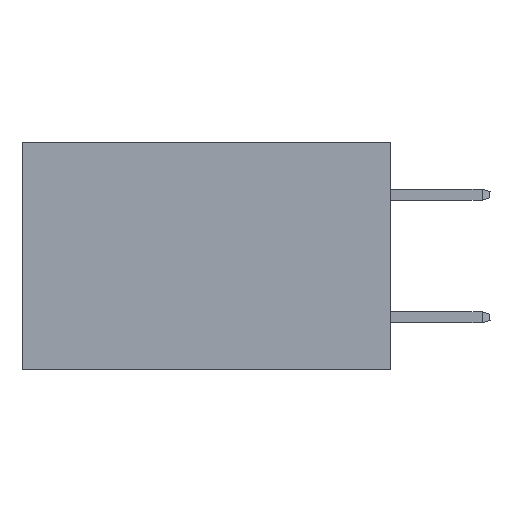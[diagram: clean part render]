
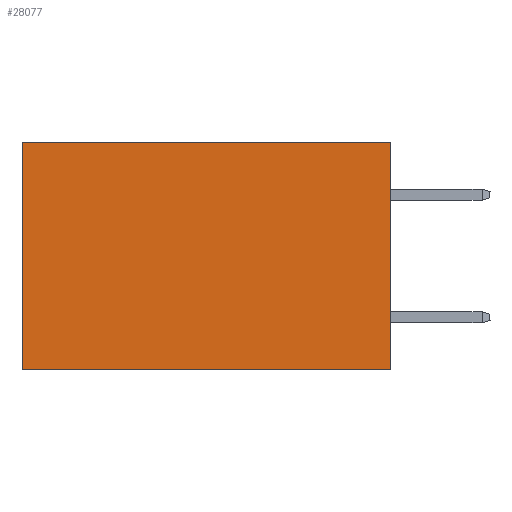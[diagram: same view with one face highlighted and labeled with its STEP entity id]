
A CAD part, left-side view. The second image highlights one B-rep face of the part: STEP entity #28077.
In plain terms, the highlighted planar face has unit normal (-1, 0, 0).
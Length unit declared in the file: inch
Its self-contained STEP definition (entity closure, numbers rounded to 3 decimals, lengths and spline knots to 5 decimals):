
#158 = ORIENTED_EDGE ( 'NONE', *, *, #4563, .T. ) ;
#992 = LINE ( 'NONE', #23330, #14404 ) ;
#1060 = PLANE ( 'NONE',  #4473 ) ;
#1182 = DIRECTION ( 'NONE',  ( 0., 0., -1. ) ) ;
#2007 = DIRECTION ( 'NONE',  ( 0., 1., 0. ) ) ;
#3659 = VERTEX_POINT ( 'NONE', #16284 ) ;
#4233 = ORIENTED_EDGE ( 'NONE', *, *, #20810, .T. ) ;
#4473 = AXIS2_PLACEMENT_3D ( 'NONE', #9213, #27675, #11847 ) ;
#4563 = EDGE_CURVE ( 'NONE', #24132, #24919, #27040, .T. ) ;
#4688 = VERTEX_POINT ( 'NONE', #8627 ) ;
#7526 = VECTOR ( 'NONE', #1182, 39.37008 ) ;
#7933 = CARTESIAN_POINT ( 'NONE',  ( 0.2875, 0., -0.37 ) ) ;
#7959 = VECTOR ( 'NONE', #26456, 39.37008 ) ;
#8627 = CARTESIAN_POINT ( 'NONE',  ( 0.2875, 0., 0. ) ) ;
#9213 = CARTESIAN_POINT ( 'NONE',  ( 0.2875, 0., 0. ) ) ;
#10430 = CARTESIAN_POINT ( 'NONE',  ( 0.2875, 0.6, 0. ) ) ;
#11847 = DIRECTION ( 'NONE',  ( 0., 0., -1. ) ) ;
#12853 = ORIENTED_EDGE ( 'NONE', *, *, #17133, .F. ) ;
#14404 = VECTOR ( 'NONE', #2007, 39.37008 ) ;
#14537 = CARTESIAN_POINT ( 'NONE',  ( 0.2875, 0., 0. ) ) ;
#15555 = EDGE_LOOP ( 'NONE', ( #158, #12853, #28727, #4233 ) ) ;
#16284 = CARTESIAN_POINT ( 'NONE',  ( 0.2875, 0., -0.37 ) ) ;
#16563 = FACE_OUTER_BOUND ( 'NONE', #15555, .T. ) ;
#16718 = CARTESIAN_POINT ( 'NONE',  ( 0.2875, 0.6, 0. ) ) ;
#17133 = EDGE_CURVE ( 'NONE', #3659, #24919, #28204, .T. ) ;
#17385 = EDGE_CURVE ( 'NONE', #4688, #3659, #22483, .T. ) ;
#19290 = CARTESIAN_POINT ( 'NONE',  ( 0.2875, 0.6, -0.37 ) ) ;
#20022 = VECTOR ( 'NONE', #31692, 39.37008 ) ;
#20810 = EDGE_CURVE ( 'NONE', #4688, #24132, #992, .T. ) ;
#22483 = LINE ( 'NONE', #14537, #7526 ) ;
#23330 = CARTESIAN_POINT ( 'NONE',  ( 0.2875, 0., 0. ) ) ;
#24132 = VERTEX_POINT ( 'NONE', #10430 ) ;
#24919 = VERTEX_POINT ( 'NONE', #19290 ) ;
#26456 = DIRECTION ( 'NONE',  ( 0., 1., 0. ) ) ;
#27040 = LINE ( 'NONE', #16718, #20022 ) ;
#27675 = DIRECTION ( 'NONE',  ( 1., 0., 0. ) ) ;
#28077 = ADVANCED_FACE ( 'NONE', ( #16563 ), #1060, .F. ) ;
#28204 = LINE ( 'NONE', #7933, #7959 ) ;
#28727 = ORIENTED_EDGE ( 'NONE', *, *, #17385, .F. ) ;
#31692 = DIRECTION ( 'NONE',  ( 0., 0., -1. ) ) ;
